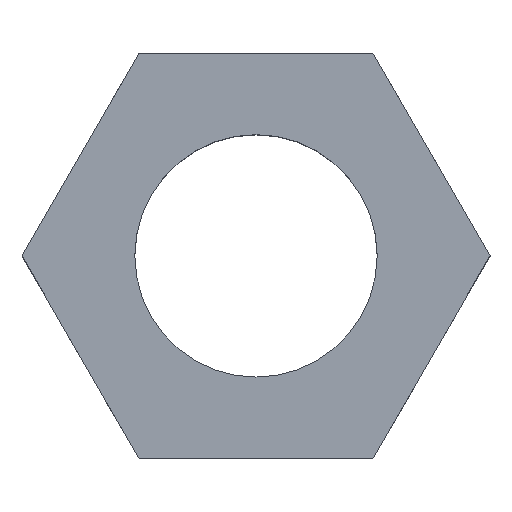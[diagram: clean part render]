
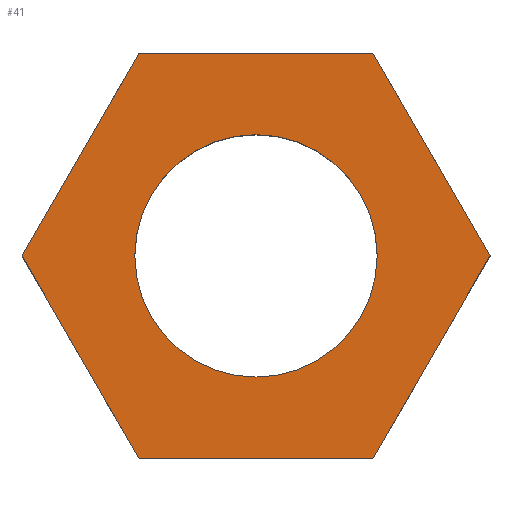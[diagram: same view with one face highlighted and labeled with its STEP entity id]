
A CAD part, top view. The second image highlights one B-rep face of the part: STEP entity #41.
In plain terms, the highlighted planar face has unit normal (0, 0, 1).
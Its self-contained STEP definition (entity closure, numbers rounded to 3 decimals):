
#1 = EDGE_CURVE ( 'NONE', #30, #7, #234, .T. ) ;
#2 = ORIENTED_EDGE ( 'NONE', *, *, #28, .T. ) ;
#3 = ORIENTED_EDGE ( 'NONE', *, *, #1, .T. ) ;
#4 = ORIENTED_EDGE ( 'NONE', *, *, #5, .F. ) ;
#5 = EDGE_CURVE ( 'NONE', #23, #17, #230, .T. ) ;
#6 = EDGE_LOOP ( 'NONE', ( #2, #9, #3, #25, #11, #52 ) ) ;
#7 = VERTEX_POINT ( 'NONE', #69 ) ;
#8 = VERTEX_POINT ( 'NONE', #68 ) ;
#9 = ORIENTED_EDGE ( 'NONE', *, *, #10, .T. ) ;
#10 = EDGE_CURVE ( 'NONE', #29, #30, #67, .T. ) ;
#11 = ORIENTED_EDGE ( 'NONE', *, *, #78, .T. ) ;
#12 = VERTEX_POINT ( 'NONE', #63 ) ;
#17 = VERTEX_POINT ( 'NONE', #57 ) ;
#23 = VERTEX_POINT ( 'NONE', #168 ) ;
#25 = ORIENTED_EDGE ( 'NONE', *, *, #26, .T. ) ;
#26 = EDGE_CURVE ( 'NONE', #7, #27, #127, .T. ) ;
#27 = VERTEX_POINT ( 'NONE', #123 ) ;
#28 = EDGE_CURVE ( 'NONE', #8, #29, #122, .T. ) ;
#29 = VERTEX_POINT ( 'NONE', #118 ) ;
#30 = VERTEX_POINT ( 'NONE', #117 ) ;
#31 = ORIENTED_EDGE ( 'NONE', *, *, #48, .F. ) ;
#35 = EDGE_LOOP ( 'NONE', ( #4, #31 ) ) ;
#41 = ADVANCED_FACE ( 'NONE', ( #222, #221 ), #210, .F. ) ;
#48 = EDGE_CURVE ( 'NONE', #17, #23, #330, .T. ) ;
#52 = ORIENTED_EDGE ( 'NONE', *, *, #104, .T. ) ;
#57 = CARTESIAN_POINT ( 'NONE',  ( -6.578, 0., 4. ) ) ;
#63 = CARTESIAN_POINT ( 'NONE',  ( 6.351, -11., 4. ) ) ;
#64 = DIRECTION ( 'NONE',  ( -1., 0., 0. ) ) ;
#65 = VECTOR ( 'NONE', #64, 1000. ) ;
#66 = CARTESIAN_POINT ( 'NONE',  ( 6.351, 11., 4. ) ) ;
#67 = LINE ( 'NONE', #66, #65 ) ;
#68 = CARTESIAN_POINT ( 'NONE',  ( 12.702, 0., 4. ) ) ;
#69 = CARTESIAN_POINT ( 'NONE',  ( -12.702, 0., 4. ) ) ;
#70 = DIRECTION ( 'NONE',  ( 1., 0., 0. ) ) ;
#71 = DIRECTION ( 'NONE',  ( 0., 0., 1. ) ) ;
#72 = CARTESIAN_POINT ( 'NONE',  ( 0., 0., 4. ) ) ;
#73 = AXIS2_PLACEMENT_3D ( 'NONE', #72, #71, #70 ) ;
#78 = EDGE_CURVE ( 'NONE', #27, #12, #308, .T. ) ;
#104 = EDGE_CURVE ( 'NONE', #12, #8, #425, .T. ) ;
#117 = CARTESIAN_POINT ( 'NONE',  ( -6.351, 11., 4. ) ) ;
#118 = CARTESIAN_POINT ( 'NONE',  ( 6.351, 11., 4. ) ) ;
#119 = DIRECTION ( 'NONE',  ( -0.5, 0.866, 0. ) ) ;
#120 = VECTOR ( 'NONE', #119, 1000. ) ;
#121 = CARTESIAN_POINT ( 'NONE',  ( 12.702, 0., 4. ) ) ;
#122 = LINE ( 'NONE', #121, #120 ) ;
#123 = CARTESIAN_POINT ( 'NONE',  ( -6.351, -11., 4. ) ) ;
#124 = DIRECTION ( 'NONE',  ( 0.5, -0.866, 0. ) ) ;
#125 = VECTOR ( 'NONE', #124, 1000. ) ;
#126 = CARTESIAN_POINT ( 'NONE',  ( -12.702, 0., 4. ) ) ;
#127 = LINE ( 'NONE', #126, #125 ) ;
#168 = CARTESIAN_POINT ( 'NONE',  ( 6.578, 0., 4. ) ) ;
#210 = PLANE ( 'NONE',  #446 ) ;
#221 = FACE_OUTER_BOUND ( 'NONE', #6, .T. ) ;
#222 = FACE_BOUND ( 'NONE', #35, .T. ) ;
#230 = CIRCLE ( 'NONE', #73, 6.578 ) ;
#231 = DIRECTION ( 'NONE',  ( -0.5, -0.866, 0. ) ) ;
#232 = VECTOR ( 'NONE', #231, 1000. ) ;
#233 = CARTESIAN_POINT ( 'NONE',  ( -6.351, 11., 4. ) ) ;
#234 = LINE ( 'NONE', #233, #232 ) ;
#305 = DIRECTION ( 'NONE',  ( 1., 0., 0. ) ) ;
#306 = VECTOR ( 'NONE', #305, 1000. ) ;
#307 = CARTESIAN_POINT ( 'NONE',  ( -6.351, -11., 4. ) ) ;
#308 = LINE ( 'NONE', #307, #306 ) ;
#326 = DIRECTION ( 'NONE',  ( 1., 0., 0. ) ) ;
#327 = DIRECTION ( 'NONE',  ( 0., 0., 1. ) ) ;
#328 = CARTESIAN_POINT ( 'NONE',  ( 0., 0., 4. ) ) ;
#329 = AXIS2_PLACEMENT_3D ( 'NONE', #328, #327, #326 ) ;
#330 = CIRCLE ( 'NONE', #329, 6.578 ) ;
#422 = DIRECTION ( 'NONE',  ( 0.5, 0.866, 0. ) ) ;
#423 = VECTOR ( 'NONE', #422, 1000. ) ;
#424 = CARTESIAN_POINT ( 'NONE',  ( 6.351, -11., 4. ) ) ;
#425 = LINE ( 'NONE', #424, #423 ) ;
#446 = AXIS2_PLACEMENT_3D ( 'NONE', #449, #448, #447 ) ;
#447 = DIRECTION ( 'NONE',  ( -1., 0., 0. ) ) ;
#448 = DIRECTION ( 'NONE',  ( 0., 0., -1. ) ) ;
#449 = CARTESIAN_POINT ( 'NONE',  ( 0., 12.702, 4. ) ) ;
